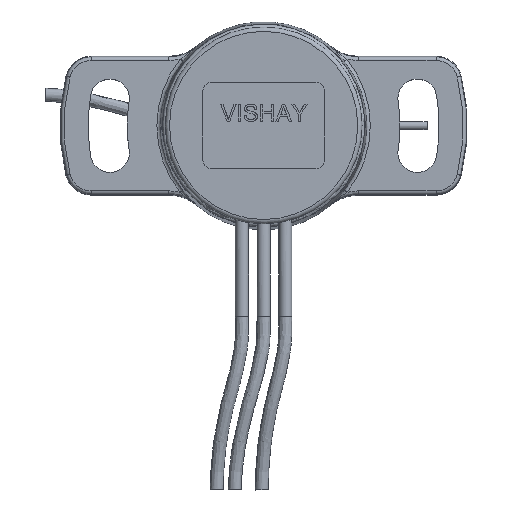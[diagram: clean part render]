
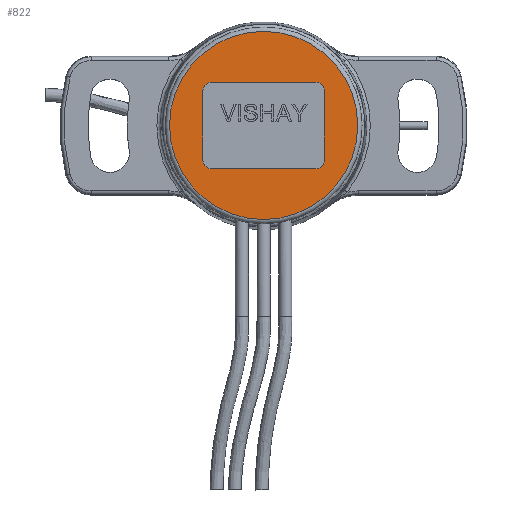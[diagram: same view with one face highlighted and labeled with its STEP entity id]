
A CAD part, top view. The second image highlights one B-rep face of the part: STEP entity #822.
In plain terms, the highlighted face is planar.
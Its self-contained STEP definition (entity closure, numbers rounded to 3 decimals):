
#822 = ADVANCED_FACE( '', ( #1808, #1809 ), #1810, .T. );
#1808 = FACE_BOUND( '', #3318, .T. );
#1809 = FACE_OUTER_BOUND( '', #3319, .T. );
#1810 = PLANE( '', #3320 );
#3318 = EDGE_LOOP( '', ( #5721, #5722, #5723, #5724, #5725, #5726, #5727, #5728 ) );
#3319 = EDGE_LOOP( '', ( #5729 ) );
#3320 = AXIS2_PLACEMENT_3D( '', #5730, #5731, #5732 );
#5721 = ORIENTED_EDGE( '', *, *, #8797, .F. );
#5722 = ORIENTED_EDGE( '', *, *, #8798, .F. );
#5723 = ORIENTED_EDGE( '', *, *, #8799, .F. );
#5724 = ORIENTED_EDGE( '', *, *, #8800, .F. );
#5725 = ORIENTED_EDGE( '', *, *, #8801, .F. );
#5726 = ORIENTED_EDGE( '', *, *, #8802, .F. );
#5727 = ORIENTED_EDGE( '', *, *, #8803, .F. );
#5728 = ORIENTED_EDGE( '', *, *, #8804, .F. );
#5729 = ORIENTED_EDGE( '', *, *, #8698, .T. );
#5730 = CARTESIAN_POINT( '', ( 3., 0., 0. ) );
#5731 = DIRECTION( '', ( 1., 0., 0. ) );
#5732 = DIRECTION( '', ( 0., 0., -1. ) );
#8698 = EDGE_CURVE( '', #10008, #10008, #10009, .T. );
#8797 = EDGE_CURVE( '', #10176, #10177, #10178, .T. );
#8798 = EDGE_CURVE( '', #10179, #10176, #10180, .T. );
#8799 = EDGE_CURVE( '', #10181, #10179, #10182, .T. );
#8800 = EDGE_CURVE( '', #10183, #10181, #10184, .T. );
#8801 = EDGE_CURVE( '', #10185, #10183, #10186, .T. );
#8802 = EDGE_CURVE( '', #10187, #10185, #10188, .T. );
#8803 = EDGE_CURVE( '', #10189, #10187, #10190, .T. );
#8804 = EDGE_CURVE( '', #10177, #10189, #10191, .T. );
#10008 = VERTEX_POINT( '', #12070 );
#10009 = CIRCLE( '', #12071, 10.85 );
#10176 = VERTEX_POINT( '', #12339 );
#10177 = VERTEX_POINT( '', #12340 );
#10178 = CIRCLE( '', #12341, 1. );
#10179 = VERTEX_POINT( '', #12342 );
#10180 = LINE( '', #12343, #12344 );
#10181 = VERTEX_POINT( '', #12345 );
#10182 = CIRCLE( '', #12346, 1. );
#10183 = VERTEX_POINT( '', #12347 );
#10184 = LINE( '', #12348, #12349 );
#10185 = VERTEX_POINT( '', #12350 );
#10186 = CIRCLE( '', #12351, 1. );
#10187 = VERTEX_POINT( '', #12352 );
#10188 = LINE( '', #12353, #12354 );
#10189 = VERTEX_POINT( '', #12355 );
#10190 = CIRCLE( '', #12356, 1. );
#10191 = LINE( '', #12357, #12358 );
#12070 = CARTESIAN_POINT( '', ( 3., 0., -10.85 ) );
#12071 = AXIS2_PLACEMENT_3D( '', #15556, #15557, #15558 );
#12339 = CARTESIAN_POINT( '', ( 3., 4., -7. ) );
#12340 = CARTESIAN_POINT( '', ( 3., 5., -6. ) );
#12341 = AXIS2_PLACEMENT_3D( '', #15736, #15737, #15738 );
#12342 = CARTESIAN_POINT( '', ( 3., -4., -7. ) );
#12343 = CARTESIAN_POINT( '', ( 3., -4., -7. ) );
#12344 = VECTOR( '', #15739, 1000. );
#12345 = CARTESIAN_POINT( '', ( 3., -5., -6. ) );
#12346 = AXIS2_PLACEMENT_3D( '', #15740, #15741, #15742 );
#12347 = CARTESIAN_POINT( '', ( 3., -5., 6. ) );
#12348 = CARTESIAN_POINT( '', ( 3., -5., 6. ) );
#12349 = VECTOR( '', #15743, 1000. );
#12350 = CARTESIAN_POINT( '', ( 3., -4., 7. ) );
#12351 = AXIS2_PLACEMENT_3D( '', #15744, #15745, #15746 );
#12352 = CARTESIAN_POINT( '', ( 3., 4., 7. ) );
#12353 = CARTESIAN_POINT( '', ( 3., 4., 7. ) );
#12354 = VECTOR( '', #15747, 1000. );
#12355 = CARTESIAN_POINT( '', ( 3., 5., 6. ) );
#12356 = AXIS2_PLACEMENT_3D( '', #15748, #15749, #15750 );
#12357 = CARTESIAN_POINT( '', ( 3., 5., -6. ) );
#12358 = VECTOR( '', #15751, 1000. );
#15556 = CARTESIAN_POINT( '', ( 3., 0., 0. ) );
#15557 = DIRECTION( '', ( 1., 0., 0. ) );
#15558 = DIRECTION( '', ( 0., 0., -1. ) );
#15736 = CARTESIAN_POINT( '', ( 3., 4., -6. ) );
#15737 = DIRECTION( '', ( 1., 0., 0. ) );
#15738 = DIRECTION( '', ( 0., 0., 1. ) );
#15739 = DIRECTION( '', ( 0., 1., 0. ) );
#15740 = CARTESIAN_POINT( '', ( 3., -4., -6. ) );
#15741 = DIRECTION( '', ( 1., 0., 0. ) );
#15742 = DIRECTION( '', ( 0., 0., 1. ) );
#15743 = DIRECTION( '', ( 0., 0., -1. ) );
#15744 = CARTESIAN_POINT( '', ( 3., -4., 6. ) );
#15745 = DIRECTION( '', ( 1., 0., 0. ) );
#15746 = DIRECTION( '', ( 0., 0., -1. ) );
#15747 = DIRECTION( '', ( 0., -1., 0. ) );
#15748 = CARTESIAN_POINT( '', ( 3., 4., 6. ) );
#15749 = DIRECTION( '', ( 1., 0., 0. ) );
#15750 = DIRECTION( '', ( 0., 0., -1. ) );
#15751 = DIRECTION( '', ( 0., 0., 1. ) );
